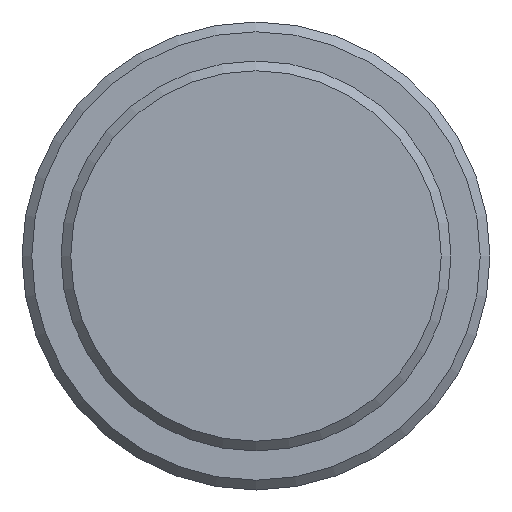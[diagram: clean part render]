
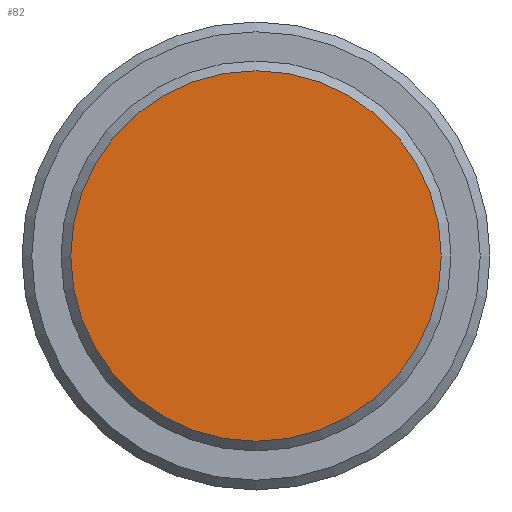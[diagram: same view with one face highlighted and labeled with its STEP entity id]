
A CAD part, left-side view. The second image highlights one B-rep face of the part: STEP entity #82.
In plain terms, the highlighted planar face has unit normal (-1, 0, 0).
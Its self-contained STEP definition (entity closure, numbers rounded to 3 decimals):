
#82 = ADVANCED_FACE( '', ( #117 ), #118, .T. );
#117 = FACE_OUTER_BOUND( '', #184, .T. );
#118 = PLANE( '', #185 );
#184 = EDGE_LOOP( '', ( #261 ) );
#185 = AXIS2_PLACEMENT_3D( '', #262, #263, #264 );
#261 = ORIENTED_EDGE( '', *, *, #356, .T. );
#262 = CARTESIAN_POINT( '', ( 0., 0., 10. ) );
#263 = DIRECTION( '', ( -1., 0., 0. ) );
#264 = DIRECTION( '', ( 0., 0., 1. ) );
#356 = EDGE_CURVE( '', #385, #385, #386, .T. );
#385 = VERTEX_POINT( '', #429 );
#386 = CIRCLE( '', #430, 9.5 );
#429 = CARTESIAN_POINT( '', ( 0., 0., 9.5 ) );
#430 = AXIS2_PLACEMENT_3D( '', #480, #481, #482 );
#480 = CARTESIAN_POINT( '', ( 0., 0., 0. ) );
#481 = DIRECTION( '', ( -1., 0., 0. ) );
#482 = DIRECTION( '', ( 0., 0., 1. ) );
